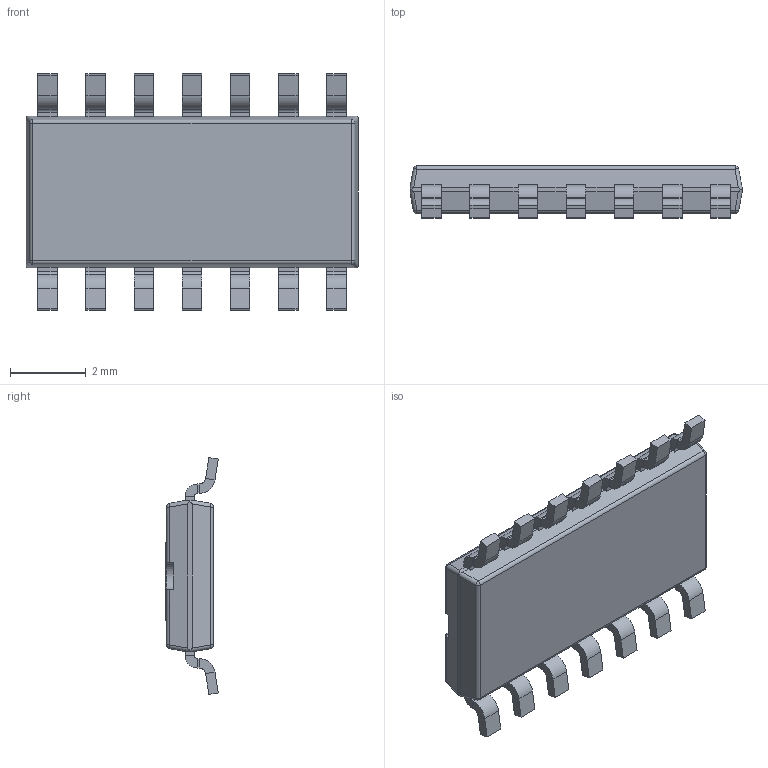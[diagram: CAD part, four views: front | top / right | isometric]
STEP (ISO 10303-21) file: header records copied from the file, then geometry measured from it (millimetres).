
FILE_DESCRIPTION (( 'STEP AP214' ), '1' );
FILE_NAME ('730AEDCC-D3CD-4F17-AD9F-B3F9F7D74A7E.STEP', '2025-08-27T16:51:27', ( '' ), ( '' ), 'SwSTEP 2.0', 'SolidWorks 2022', '' );
FILE_SCHEMA (( 'AUTOMOTIVE_DESIGN' ));
Length unit declared in the file: millimetre
Products named in the file (1): 730AEDCC-D3CD-4F17-AD9F-B3F9F7D74A7E
Bounding box: 8.75 x 1.38 x 6.24 mm (x, y, z)
Volume: 44.8 mm3; surface area: 126.6 mm2
Topology: 1 solids, 1 shells, 443 faces, 1057 edges, 616 vertices
Faces by surface type: plane 323, cylinder 76, bspline 36, sphere 8
Entity records: 14875 total; most frequent: CARTESIAN_POINT 4329, ORIENTED_EDGE 2098, DIRECTION 1909, EDGE_CURVE 1049, VECTOR 813, LINE 813, VERTEX_POINT 616, AXIS2_PLACEMENT_3D 548
